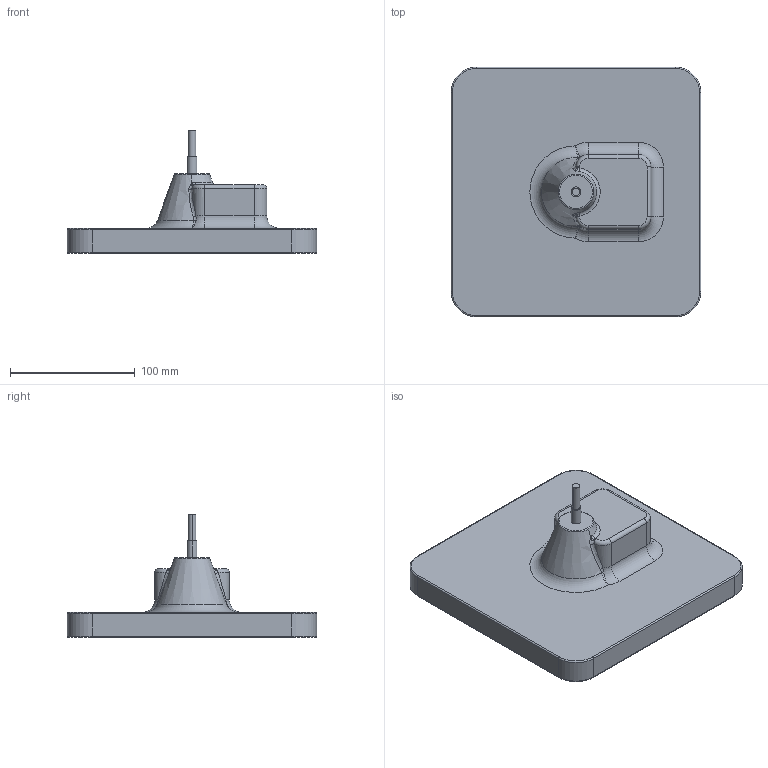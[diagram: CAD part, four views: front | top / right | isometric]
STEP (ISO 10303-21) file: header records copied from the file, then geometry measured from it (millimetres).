
FILE_DESCRIPTION((''),'2;1');
FILE_NAME('PLATEAU','2025-12-12T14:09:04',('coren'),(''),'CREO PARAMETRIC BY PTC INC, 2022164','CREO PARAMETRIC BY PTC INC, 2022164','');
FILE_SCHEMA(('CONFIG_CONTROL_DESIGN'));
Length unit declared in the file: millimetre
Products named in the file (1): PLATEAU
Bounding box: 200 x 200 x 98.46 mm (x, y, z)
Volume: 959997.7 mm3; surface area: 102218.1 mm2
Topology: 1 solids, 1 shells, 81 faces, 178 edges, 104 vertices
Faces by surface type: cylinder 32, torus 20, plane 15, bspline 12, cone 2
Entity records: 2821 total; most frequent: CARTESIAN_POINT 1022, DIRECTION 392, ORIENTED_EDGE 356, EDGE_CURVE 178, AXIS2_PLACEMENT_3D 169, VERTEX_POINT 104, CIRCLE 100, EDGE_LOOP 86
